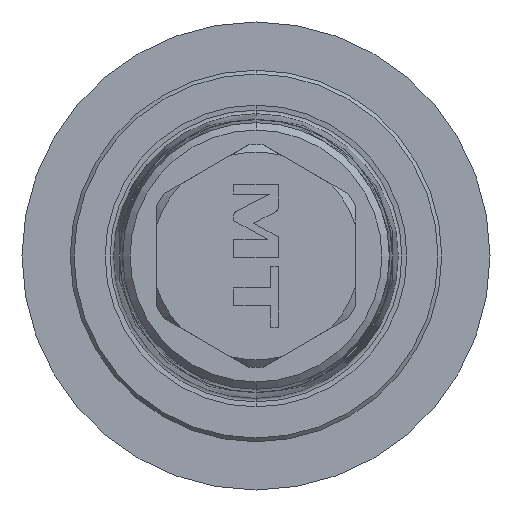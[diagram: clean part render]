
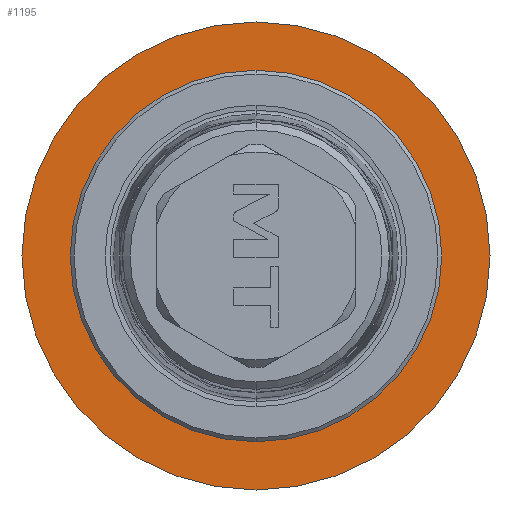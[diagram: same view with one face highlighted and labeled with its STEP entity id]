
A CAD part, front view. The second image highlights one B-rep face of the part: STEP entity #1195.
In plain terms, the highlighted planar face has unit normal (0, -1, 0).
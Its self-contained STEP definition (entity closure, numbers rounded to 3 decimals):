
#1=CARTESIAN_POINT('',(0.,18.16,0.));
#2=DIRECTION('',(0.,-1.,0.));
#3=DIRECTION('',(0.,0.,1.));
#4=AXIS2_PLACEMENT_3D('',#1,#2,#3);
#6=CARTESIAN_POINT('',(0.,18.16,0.));
#7=DIRECTION('',(0.,-1.,0.));
#8=DIRECTION('',(0.,0.,1.));
#9=AXIS2_PLACEMENT_3D('',#6,#7,#8);
#11=CARTESIAN_POINT('',(0.,18.16,0.));
#12=DIRECTION('',(0.,1.,0.));
#13=DIRECTION('',(0.,0.,1.));
#14=AXIS2_PLACEMENT_3D('',#11,#12,#13);
#80=CARTESIAN_POINT('',(0.,18.16,0.));
#81=DIRECTION('',(0.,-1.,0.));
#82=DIRECTION('',(0.,0.,-1.));
#83=AXIS2_PLACEMENT_3D('',#80,#81,#82);
#1061=CARTESIAN_POINT('',(0.,18.16,31.5));
#1062=CARTESIAN_POINT('',(0.,18.16,-31.5));
#1063=VERTEX_POINT('',#1061);
#1064=VERTEX_POINT('',#1062);
#1073=CARTESIAN_POINT('',(0.,18.16,25.));
#1074=CARTESIAN_POINT('',(0.,18.16,-25.));
#1075=VERTEX_POINT('',#1073);
#1076=VERTEX_POINT('',#1074);
#1179=CARTESIAN_POINT('',(0.,18.16,0.));
#1180=DIRECTION('',(0.,1.,0.));
#1181=DIRECTION('',(0.,0.,-1.));
#1182=AXIS2_PLACEMENT_3D('',#1179,#1180,#1181);
#1183=PLANE('',#1182);
#1185=ORIENTED_EDGE('',*,*,#1184,.F.);
#1187=ORIENTED_EDGE('',*,*,#1186,.T.);
#1188=EDGE_LOOP('',(#1185,#1187));
#1189=FACE_OUTER_BOUND('',#1188,.F.);
#1190=ORIENTED_EDGE('',*,*,#1168,.T.);
#1192=ORIENTED_EDGE('',*,*,#1191,.T.);
#1193=EDGE_LOOP('',(#1190,#1192));
#1194=FACE_BOUND('',#1193,.F.);
#1195=ADVANCED_FACE('',(#1189,#1194),#1183,.F.);
#5=CIRCLE('',#4,25.);
#10=CIRCLE('',#9,31.5);
#15=CIRCLE('',#14,31.5);
#84=CIRCLE('',#83,25.);
#1168=EDGE_CURVE('',#1075,#1076,#5,.T.);
#1184=EDGE_CURVE('',#1063,#1064,#10,.T.);
#1186=EDGE_CURVE('',#1063,#1064,#15,.T.);
#1191=EDGE_CURVE('',#1076,#1075,#84,.T.);
